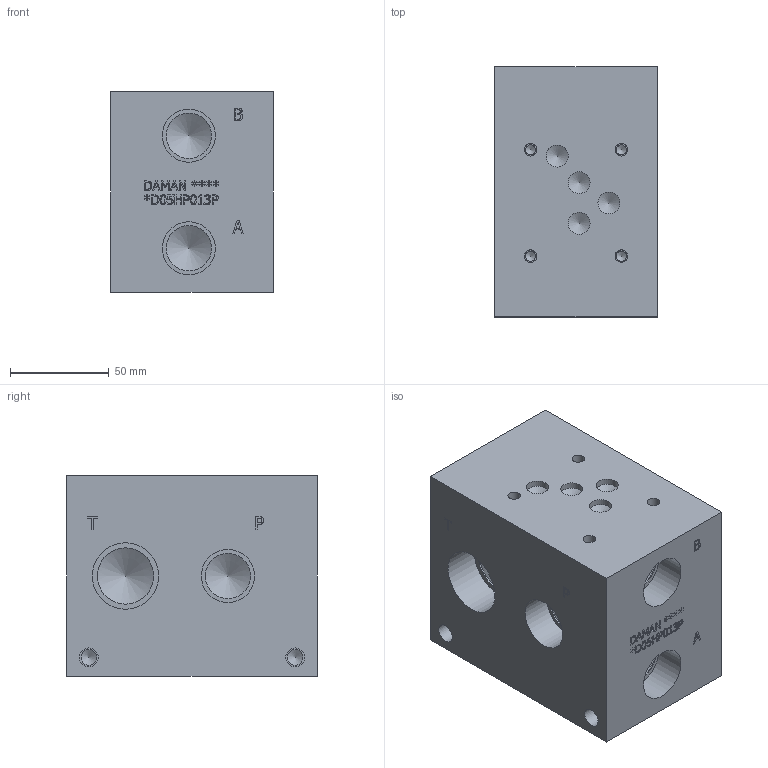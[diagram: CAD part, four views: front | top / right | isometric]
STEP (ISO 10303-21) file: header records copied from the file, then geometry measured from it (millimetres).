
FILE_DESCRIPTION(/* description */ (''),/* implementation_level */ '2;1');
FILE_NAME(/* name */ '_D05HP013P.stp',/* time_stamp */ '2021-07-01T15:22:40-04:00',/* author */ ('anthonyv'),/* organization */ (''),/* preprocessor_version */ 'ST-DEVELOPER v18.1',/* originating_system */ 'Autodesk Inventor 2021',/* authorisation */ '');
FILE_SCHEMA (('AUTOMOTIVE_DESIGN { 1 0 10303 214 3 1 1 }'));
Length unit declared in the file: millimetre
Products named in the file (1): Part_AD05HP013P_3D
Bounding box: 82.55 x 127 x 101.6 mm (x, y, z)
Volume: 974882.5 mm3; surface area: 78823.7 mm2
Topology: 1 solids, 1 shells, 480 faces, 1310 edges, 884 vertices
Faces by surface type: plane 311, bspline 119, cylinder 32, cone 18
Full cylindrical faces by diameter (mm): 5.105 x4, 6.35 x4, 7.925 x4, 9.525 x4, 11.113 x2, 11.125 x2, 23.012 x4, 26.924 x4, 28.575 x2, 33.706 x2
Entity records: 16069 total; most frequent: CARTESIAN_POINT 4204, ORIENTED_EDGE 2584, DIRECTION 1892, EDGE_CURVE 1292, LINE 940, VECTOR 940, VERTEX_POINT 884, EDGE_LOOP 550
